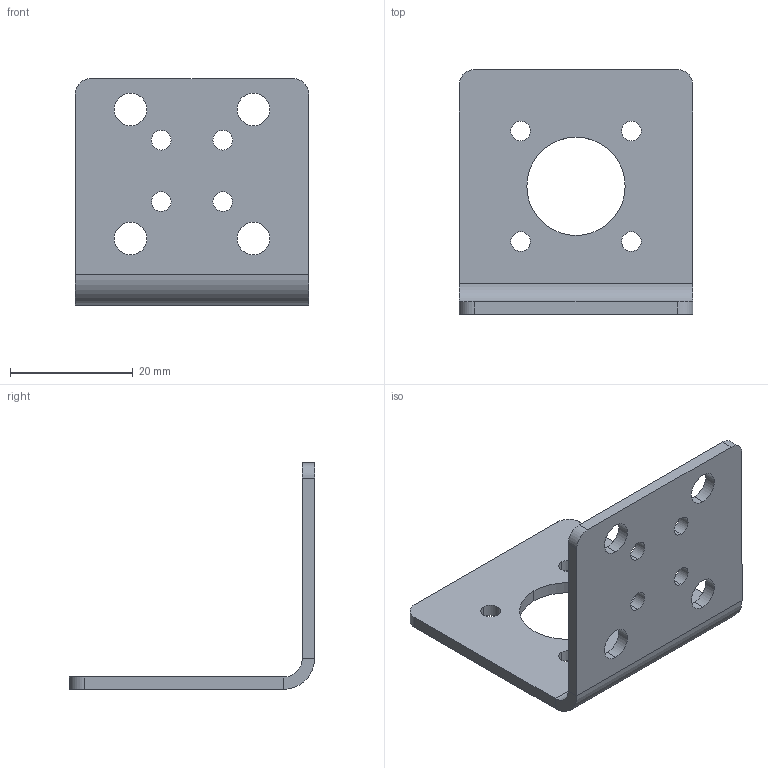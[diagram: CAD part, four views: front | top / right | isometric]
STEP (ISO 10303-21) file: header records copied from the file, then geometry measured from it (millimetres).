
FILE_DESCRIPTION (( 'STEP AP214' ), '1' );
FILE_NAME ('M芛毞盄殤_楊擘.STEP', '2025-09-01T03:06:54', ( '' ), ( '' ), 'SwSTEP 2.0', 'SolidWorks 2021', '' );
FILE_SCHEMA (( 'AUTOMOTIVE_DESIGN' ));
Length unit declared in the file: millimetre
Products named in the file (1): M芛毞盄殤_楊擘
Bounding box: 38 x 39.86 x 36.86 mm (x, y, z)
Volume: 4830 mm3; surface area: 5660 mm2
Topology: 1 solids, 1 shells, 44 faces, 118 edges, 76 vertices
Faces by surface type: cylinder 32, plane 12
Entity records: 1488 total; most frequent: DIRECTION 272, CARTESIAN_POINT 239, ORIENTED_EDGE 236, EDGE_CURVE 118, AXIS2_PLACEMENT_3D 109, VERTEX_POINT 76, EDGE_LOOP 70, CIRCLE 64
